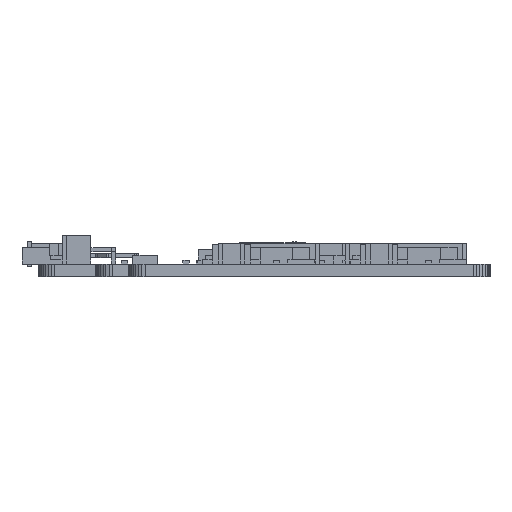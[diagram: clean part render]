
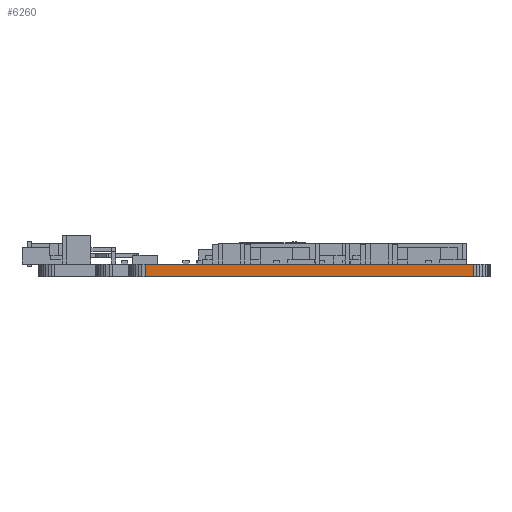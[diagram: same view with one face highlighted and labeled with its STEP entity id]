
A CAD part, left-side view. The second image highlights one B-rep face of the part: STEP entity #6260.
In plain terms, the highlighted planar face has unit normal (-1, 0, 0).
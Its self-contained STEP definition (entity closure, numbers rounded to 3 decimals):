
#495 = PLANE('',#496);
#496 = AXIS2_PLACEMENT_3D('',#497,#498,#499);
#497 = CARTESIAN_POINT('',(93.,116.,1.531));
#498 = DIRECTION('',(0.,0.,-1.));
#499 = DIRECTION('',(-1.,0.,0.));
#549 = PLANE('',#550);
#550 = AXIS2_PLACEMENT_3D('',#551,#552,#553);
#551 = CARTESIAN_POINT('',(93.,116.,0.));
#552 = DIRECTION('',(0.,0.,-1.));
#553 = DIRECTION('',(-1.,0.,0.));
#6152 = PLANE('',#6153);
#6153 = AXIS2_PLACEMENT_3D('',#6154,#6155,#6156);
#6154 = CARTESIAN_POINT('',(22.99,158.,0.));
#6155 = DIRECTION('',(0.,1.,0.));
#6156 = DIRECTION('',(1.,0.,0.));
#6190 = VERTEX_POINT('',#6191);
#6191 = CARTESIAN_POINT('',(23.,158.,1.531));
#6212 = EDGE_CURVE('',#6213,#6190,#6215,.T.);
#6213 = VERTEX_POINT('',#6214);
#6214 = CARTESIAN_POINT('',(23.,158.,0.));
#6215 = SURFACE_CURVE('',#6216,(#6220,#6227),.PCURVE_S1.);
#6216 = LINE('',#6217,#6218);
#6217 = CARTESIAN_POINT('',(23.,158.,0.));
#6218 = VECTOR('',#6219,1.);
#6219 = DIRECTION('',(0.,0.,1.));
#6220 = PCURVE('',#6152,#6221);
#6221 = DEFINITIONAL_REPRESENTATION('',(#6222),#6226);
#6222 = LINE('',#6223,#6224);
#6223 = CARTESIAN_POINT('',(0.01,0.));
#6224 = VECTOR('',#6225,1.);
#6225 = DIRECTION('',(0.,-1.));
#6226 = ( GEOMETRIC_REPRESENTATION_CONTEXT(2) 
PARAMETRIC_REPRESENTATION_CONTEXT() REPRESENTATION_CONTEXT('2D SPACE',''
  ) );
#6227 = PCURVE('',#6228,#6233);
#6228 = PLANE('',#6229);
#6229 = AXIS2_PLACEMENT_3D('',#6230,#6231,#6232);
#6230 = CARTESIAN_POINT('',(23.,158.,0.));
#6231 = DIRECTION('',(1.,0.,0.));
#6232 = DIRECTION('',(0.,-1.,0.));
#6233 = DEFINITIONAL_REPRESENTATION('',(#6234),#6238);
#6234 = LINE('',#6235,#6236);
#6235 = CARTESIAN_POINT('',(0.,0.));
#6236 = VECTOR('',#6237,1.);
#6237 = DIRECTION('',(0.,-1.));
#6238 = ( GEOMETRIC_REPRESENTATION_CONTEXT(2) 
PARAMETRIC_REPRESENTATION_CONTEXT() REPRESENTATION_CONTEXT('2D SPACE',''
  ) );
#6260 = ADVANCED_FACE('',(#6261),#6228,.F.);
#6261 = FACE_BOUND('',#6262,.F.);
#6262 = EDGE_LOOP('',(#6263,#6264,#6287,#6315));
#6263 = ORIENTED_EDGE('',*,*,#6212,.T.);
#6264 = ORIENTED_EDGE('',*,*,#6265,.T.);
#6265 = EDGE_CURVE('',#6190,#6266,#6268,.T.);
#6266 = VERTEX_POINT('',#6267);
#6267 = CARTESIAN_POINT('',(23.,118.,1.531));
#6268 = SURFACE_CURVE('',#6269,(#6273,#6280),.PCURVE_S1.);
#6269 = LINE('',#6270,#6271);
#6270 = CARTESIAN_POINT('',(23.,158.,1.531));
#6271 = VECTOR('',#6272,1.);
#6272 = DIRECTION('',(0.,-1.,0.));
#6273 = PCURVE('',#6228,#6274);
#6274 = DEFINITIONAL_REPRESENTATION('',(#6275),#6279);
#6275 = LINE('',#6276,#6277);
#6276 = CARTESIAN_POINT('',(0.,-1.531));
#6277 = VECTOR('',#6278,1.);
#6278 = DIRECTION('',(1.,0.));
#6279 = ( GEOMETRIC_REPRESENTATION_CONTEXT(2) 
PARAMETRIC_REPRESENTATION_CONTEXT() REPRESENTATION_CONTEXT('2D SPACE',''
  ) );
#6280 = PCURVE('',#495,#6281);
#6281 = DEFINITIONAL_REPRESENTATION('',(#6282),#6286);
#6282 = LINE('',#6283,#6284);
#6283 = CARTESIAN_POINT('',(70.,42.));
#6284 = VECTOR('',#6285,1.);
#6285 = DIRECTION('',(0.,-1.));
#6286 = ( GEOMETRIC_REPRESENTATION_CONTEXT(2) 
PARAMETRIC_REPRESENTATION_CONTEXT() REPRESENTATION_CONTEXT('2D SPACE',''
  ) );
#6287 = ORIENTED_EDGE('',*,*,#6288,.F.);
#6288 = EDGE_CURVE('',#6289,#6266,#6291,.T.);
#6289 = VERTEX_POINT('',#6290);
#6290 = CARTESIAN_POINT('',(23.,118.,0.));
#6291 = SURFACE_CURVE('',#6292,(#6296,#6303),.PCURVE_S1.);
#6292 = LINE('',#6293,#6294);
#6293 = CARTESIAN_POINT('',(23.,118.,0.));
#6294 = VECTOR('',#6295,1.);
#6295 = DIRECTION('',(0.,0.,1.));
#6296 = PCURVE('',#6228,#6297);
#6297 = DEFINITIONAL_REPRESENTATION('',(#6298),#6302);
#6298 = LINE('',#6299,#6300);
#6299 = CARTESIAN_POINT('',(40.,0.));
#6300 = VECTOR('',#6301,1.);
#6301 = DIRECTION('',(0.,-1.));
#6302 = ( GEOMETRIC_REPRESENTATION_CONTEXT(2) 
PARAMETRIC_REPRESENTATION_CONTEXT() REPRESENTATION_CONTEXT('2D SPACE',''
  ) );
#6303 = PCURVE('',#6304,#6309);
#6304 = PLANE('',#6305);
#6305 = AXIS2_PLACEMENT_3D('',#6306,#6307,#6308);
#6306 = CARTESIAN_POINT('',(23.,118.,0.));
#6307 = DIRECTION('',(0.,-1.,0.));
#6308 = DIRECTION('',(-1.,0.,0.));
#6309 = DEFINITIONAL_REPRESENTATION('',(#6310),#6314);
#6310 = LINE('',#6311,#6312);
#6311 = CARTESIAN_POINT('',(0.,0.));
#6312 = VECTOR('',#6313,1.);
#6313 = DIRECTION('',(0.,-1.));
#6314 = ( GEOMETRIC_REPRESENTATION_CONTEXT(2) 
PARAMETRIC_REPRESENTATION_CONTEXT() REPRESENTATION_CONTEXT('2D SPACE',''
  ) );
#6315 = ORIENTED_EDGE('',*,*,#6316,.F.);
#6316 = EDGE_CURVE('',#6213,#6289,#6317,.T.);
#6317 = SURFACE_CURVE('',#6318,(#6322,#6329),.PCURVE_S1.);
#6318 = LINE('',#6319,#6320);
#6319 = CARTESIAN_POINT('',(23.,158.,0.));
#6320 = VECTOR('',#6321,1.);
#6321 = DIRECTION('',(0.,-1.,0.));
#6322 = PCURVE('',#6228,#6323);
#6323 = DEFINITIONAL_REPRESENTATION('',(#6324),#6328);
#6324 = LINE('',#6325,#6326);
#6325 = CARTESIAN_POINT('',(0.,0.));
#6326 = VECTOR('',#6327,1.);
#6327 = DIRECTION('',(1.,0.));
#6328 = ( GEOMETRIC_REPRESENTATION_CONTEXT(2) 
PARAMETRIC_REPRESENTATION_CONTEXT() REPRESENTATION_CONTEXT('2D SPACE',''
  ) );
#6329 = PCURVE('',#549,#6330);
#6330 = DEFINITIONAL_REPRESENTATION('',(#6331),#6335);
#6331 = LINE('',#6332,#6333);
#6332 = CARTESIAN_POINT('',(70.,42.));
#6333 = VECTOR('',#6334,1.);
#6334 = DIRECTION('',(0.,-1.));
#6335 = ( GEOMETRIC_REPRESENTATION_CONTEXT(2) 
PARAMETRIC_REPRESENTATION_CONTEXT() REPRESENTATION_CONTEXT('2D SPACE',''
  ) );
